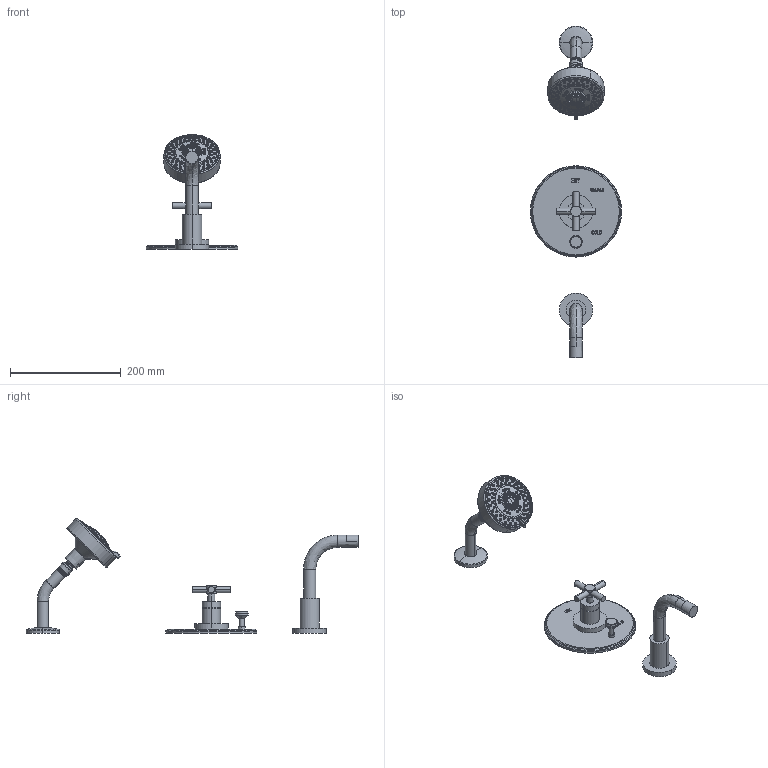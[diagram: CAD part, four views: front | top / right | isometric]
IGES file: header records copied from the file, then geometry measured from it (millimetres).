
Start section:  PTC IGES file: 3-992bp.igs
Global section: file name: 3-992bp.igs; native system: Creo Parametric by PTC Inc.; preprocessor: 2018400; author: jinson.thomas; organization: Unknown; date: 20210601.122137; units: inch
Bounding box: 165.1 x 600.2 x 207.64 mm (x, y, z)
Volume: 730647.3 mm3; surface area: 133858.4 mm2
Topology: 3 solids, 3 shells, 1388 faces, 3107 edges, 1905 vertices
Faces by surface type: revolution 935, bspline 453
